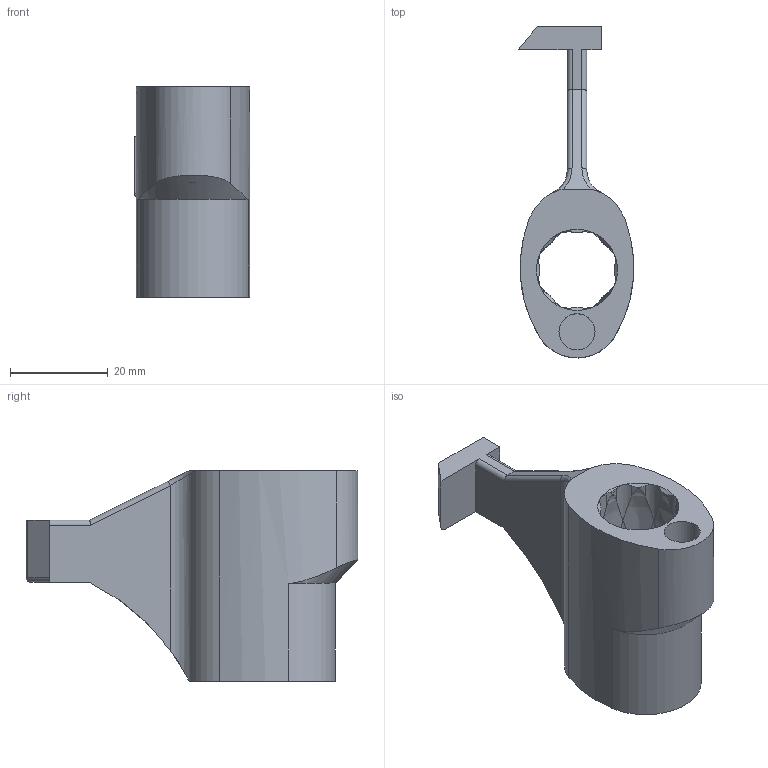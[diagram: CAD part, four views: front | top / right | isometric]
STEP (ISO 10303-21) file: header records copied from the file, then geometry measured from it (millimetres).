
FILE_DESCRIPTION(('FreeCAD Model'),'2;1');
FILE_NAME('Open CASCADE Shape Model','2023-11-11T11:22:07',(''),(''), 'Open CASCADE STEP processor 7.6','FreeCAD','Unknown');
FILE_SCHEMA(('AUTOMOTIVE_DESIGN { 1 0 10303 214 1 1 1 1 }'));
Length unit declared in the file: millimetre
Products named in the file (1): Apextrooper priming link 1C
Bounding box: 23.6 x 67.77 x 43 mm (x, y, z)
Volume: 20035.8 mm3; surface area: 9188.6 mm2
Topology: 1 solids, 1 shells, 179 faces, 476 edges, 299 vertices
Faces by surface type: cylinder 95, torus 41, revolution 16, plane 15, cone 6, bspline 5, sphere 1
Full cylindrical faces by diameter (mm): 7.38 x1
Entity records: 21882 total; most frequent: CARTESIAN_POINT 13850, DIRECTION 1014, ORIENTED_EDGE 950, PCURVE 950, DEFINITIONAL_REPRESENTATION 950, B_SPLINE_CURVE_WITH_KNOTS 844, EDGE_CURVE 475, SURFACE_CURVE 474
